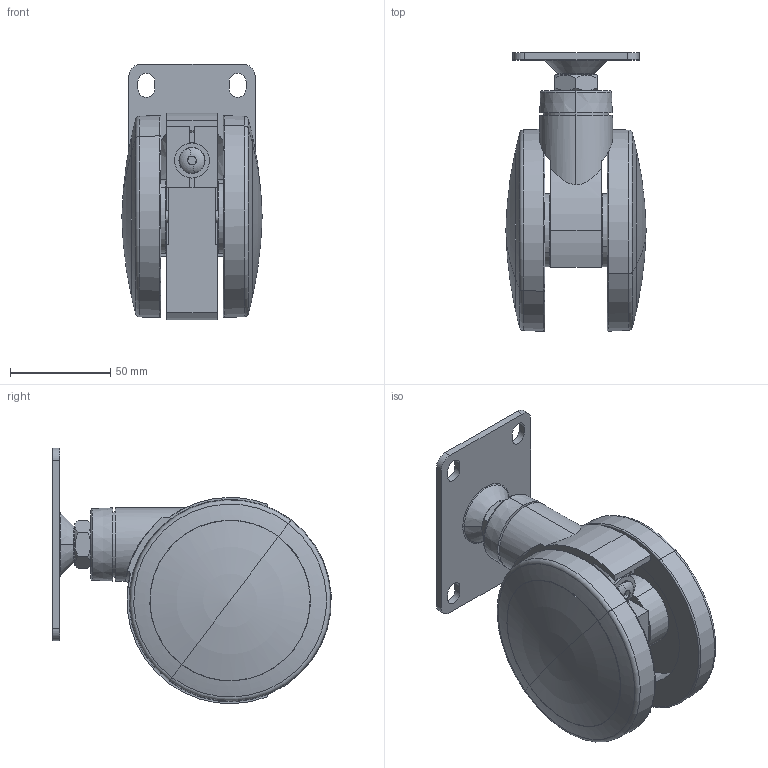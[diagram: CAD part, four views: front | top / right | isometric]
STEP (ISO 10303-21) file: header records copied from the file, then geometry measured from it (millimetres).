
FILE_DESCRIPTION (( 'STEP AP203' ), '1' );
FILE_NAME ('ACMCT-102SF.STEP', '2020-02-19T04:48:05', ( '' ), ( '' ), 'SwSTEP 2.0', 'SolidWorks 2019', '' );
FILE_SCHEMA (( 'CONFIG_CONTROL_DESIGN' ));
Length unit declared in the file: millimetre
Products named in the file (5): ACMCT-102SF; 102 NON BRAKE TYPE FRAME; ACMCT-102 TOP PLATE; ACMC-102 WHEEL; ACMC-102 BOLT
Assembly tree (5 placements, depth 2):
  ACMCT-102SF
    102 NON BRAKE TYPE FRAME
    ACMCT-102 TOP PLATE
    ACMC-102 WHEEL  x2
    ACMC-102 BOLT
Bounding box: 70 x 138.94 x 127.47 mm (x, y, z)
Volume: 374043.6 mm3; surface area: 88506.3 mm2
Topology: 5 solids, 5 shells, 208 faces, 514 edges, 326 vertices
Faces by surface type: cylinder 80, plane 80, torus 30, cone 14, bspline 4
Entity records: 8041 total; most frequent: CARTESIAN_POINT 3156, ORIENTED_EDGE 924, DIRECTION 916, EDGE_CURVE 462, AXIS2_PLACEMENT_3D 353, VERTEX_POINT 297, LINE 210, VECTOR 210
